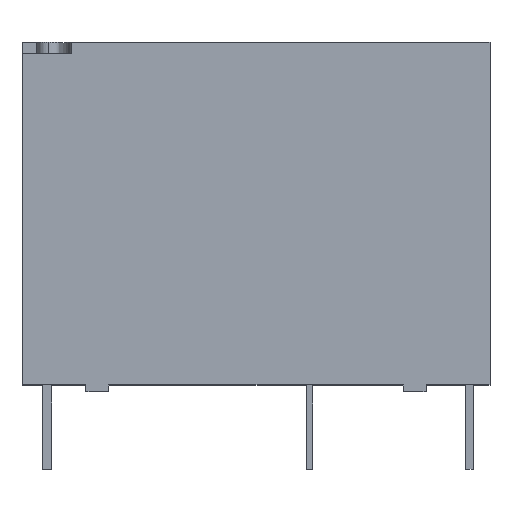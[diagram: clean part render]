
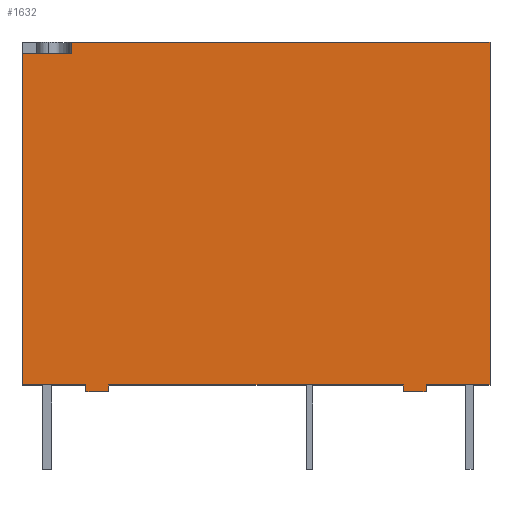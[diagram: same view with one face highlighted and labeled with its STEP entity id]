
A CAD part, top view. The second image highlights one B-rep face of the part: STEP entity #1632.
In plain terms, the highlighted planar face has unit normal (0, 0, 1).
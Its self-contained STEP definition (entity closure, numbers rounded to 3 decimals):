
#41 = CARTESIAN_POINT ( 'NONE',  ( 1.7, 0.3, 1.25 ) ) ;
#110 = VERTEX_POINT ( 'NONE', #1309 ) ;
#189 = LINE ( 'NONE', #190, #191 ) ;
#190 = CARTESIAN_POINT ( 'NONE',  ( 1.7, -1.129, 1.25 ) ) ;
#191 = VECTOR ( 'NONE', #192, 1000. ) ;
#192 = DIRECTION ( 'NONE',  ( 0., 1., 0. ) ) ;
#201 = CARTESIAN_POINT ( 'NONE',  ( 19.4, 0.3, 1.25 ) ) ;
#218 = LINE ( 'NONE', #219, #220 ) ;
#219 = CARTESIAN_POINT ( 'NONE',  ( 1.05, 14.8, 1.25 ) ) ;
#220 = VECTOR ( 'NONE', #221, 1000. ) ;
#221 = DIRECTION ( 'NONE',  ( 0., 1., 0. ) ) ;
#253 = CARTESIAN_POINT ( 'NONE',  ( 15.6, 0., 1.25 ) ) ;
#254 = CARTESIAN_POINT ( 'NONE',  ( 2.7, 0., 1.25 ) ) ;
#284 = CARTESIAN_POINT ( 'NONE',  ( 19.4, 15.3, 1.25 ) ) ;
#371 = LINE ( 'NONE', #372, #373 ) ;
#372 = CARTESIAN_POINT ( 'NONE',  ( -1.1, 15.3, 1.25 ) ) ;
#373 = VECTOR ( 'NONE', #374, 1000. ) ;
#374 = DIRECTION ( 'NONE',  ( 1., 0., 0. ) ) ;
#403 = EDGE_CURVE ( 'NONE', #1622, #1681, #1453, .T. ) ;
#414 = LINE ( 'NONE', #415, #416 ) ;
#415 = CARTESIAN_POINT ( 'NONE',  ( -1.1, 14.8, 1.25 ) ) ;
#416 = VECTOR ( 'NONE', #417, 1000. ) ;
#417 = DIRECTION ( 'NONE',  ( 1., 0., 0. ) ) ;
#449 = LINE ( 'NONE', #450, #451 ) ;
#450 = CARTESIAN_POINT ( 'NONE',  ( -1.1, 0.3, 1.25 ) ) ;
#451 = VECTOR ( 'NONE', #452, 1000. ) ;
#452 = DIRECTION ( 'NONE',  ( 1., 0., 0. ) ) ;
#464 = CARTESIAN_POINT ( 'NONE',  ( 2.7, 0.3, 1.25 ) ) ;
#532 = LINE ( 'NONE', #533, #534 ) ;
#533 = CARTESIAN_POINT ( 'NONE',  ( 16.6, -1.129, 1.25 ) ) ;
#534 = VECTOR ( 'NONE', #535, 1000. ) ;
#535 = DIRECTION ( 'NONE',  ( 0., 1., 0. ) ) ;
#594 = LINE ( 'NONE', #595, #596 ) ;
#595 = CARTESIAN_POINT ( 'NONE',  ( -1.1, 0.3, 1.25 ) ) ;
#596 = VECTOR ( 'NONE', #597, 1000. ) ;
#597 = DIRECTION ( 'NONE',  ( 1., 0., 0. ) ) ;
#652 = CARTESIAN_POINT ( 'NONE',  ( 16.6, 0., 1.25 ) ) ;
#833 = ORIENTED_EDGE ( 'NONE', *, *, #1067, .T. ) ;
#840 = ORIENTED_EDGE ( 'NONE', *, *, #1647, .F. ) ;
#871 = ORIENTED_EDGE ( 'NONE', *, *, #1218, .T. ) ;
#923 = EDGE_CURVE ( 'NONE', #956, #1043, #532, .T. ) ;
#939 = EDGE_CURVE ( 'NONE', #1016, #1104, #594, .T. ) ;
#956 = VERTEX_POINT ( 'NONE', #652 ) ;
#957 = ORIENTED_EDGE ( 'NONE', *, *, #923, .T. ) ;
#967 = ORIENTED_EDGE ( 'NONE', *, *, #1631, .T. ) ;
#988 = ORIENTED_EDGE ( 'NONE', *, *, #990, .F. ) ;
#990 = EDGE_CURVE ( 'NONE', #1622, #1104, #189, .T. ) ;
#992 = ORIENTED_EDGE ( 'NONE', *, *, #1675, .F. ) ;
#998 = VERTEX_POINT ( 'NONE', #1271 ) ;
#1011 = EDGE_CURVE ( 'NONE', #1157, #998, #1318, .T. ) ;
#1016 = VERTEX_POINT ( 'NONE', #1344 ) ;
#1026 = EDGE_CURVE ( 'NONE', #1157, #956, #1367, .T. ) ;
#1043 = VERTEX_POINT ( 'NONE', #1434 ) ;
#1056 = ORIENTED_EDGE ( 'NONE', *, *, #1081, .T. ) ;
#1067 = EDGE_CURVE ( 'NONE', #1625, #1016, #1527, .T. ) ;
#1073 = ORIENTED_EDGE ( 'NONE', *, *, #939, .T. ) ;
#1076 = VERTEX_POINT ( 'NONE', #1581 ) ;
#1081 = EDGE_CURVE ( 'NONE', #1681, #1221, #1590, .T. ) ;
#1104 = VERTEX_POINT ( 'NONE', #41 ) ;
#1132 = ORIENTED_EDGE ( 'NONE', *, *, #1011, .F. ) ;
#1142 = VERTEX_POINT ( 'NONE', #201 ) ;
#1157 = VERTEX_POINT ( 'NONE', #253 ) ;
#1162 = EDGE_LOOP ( 'NONE', ( #1188, #992, #1195, #833, #1073, #988, #1216, #1056, #871, #1132, #1437, #957, #967, #840 ) ) ;
#1166 = VERTEX_POINT ( 'NONE', #284 ) ;
#1188 = ORIENTED_EDGE ( 'NONE', *, *, #1194, .F. ) ;
#1194 = EDGE_CURVE ( 'NONE', #1076, #1166, #371, .T. ) ;
#1195 = ORIENTED_EDGE ( 'NONE', *, *, #1204, .F. ) ;
#1204 = EDGE_CURVE ( 'NONE', #1625, #110, #414, .T. ) ;
#1216 = ORIENTED_EDGE ( 'NONE', *, *, #403, .T. ) ;
#1218 = EDGE_CURVE ( 'NONE', #1221, #998, #449, .T. ) ;
#1221 = VERTEX_POINT ( 'NONE', #464 ) ;
#1271 = CARTESIAN_POINT ( 'NONE',  ( 15.6, 0.3, 1.25 ) ) ;
#1309 = CARTESIAN_POINT ( 'NONE',  ( 1.05, 14.8, 1.25 ) ) ;
#1318 = LINE ( 'NONE', #1319, #1320 ) ;
#1319 = CARTESIAN_POINT ( 'NONE',  ( 15.6, -1.129, 1.25 ) ) ;
#1320 = VECTOR ( 'NONE', #1321, 1000. ) ;
#1321 = DIRECTION ( 'NONE',  ( 0., 1., 0. ) ) ;
#1343 = CARTESIAN_POINT ( 'NONE',  ( 1.7, 0., 1.25 ) ) ;
#1344 = CARTESIAN_POINT ( 'NONE',  ( -1.1, 0.3, 1.25 ) ) ;
#1367 = LINE ( 'NONE', #1368, #1369 ) ;
#1368 = CARTESIAN_POINT ( 'NONE',  ( 16.6, 0., 1.25 ) ) ;
#1369 = VECTOR ( 'NONE', #1370, 1000. ) ;
#1370 = DIRECTION ( 'NONE',  ( 1., 0., 0. ) ) ;
#1371 = CARTESIAN_POINT ( 'NONE',  ( -1.1, 14.8, 1.25 ) ) ;
#1416 = LINE ( 'NONE', #1421, #1422 ) ;
#1421 = CARTESIAN_POINT ( 'NONE',  ( -1.1, 0.3, 1.25 ) ) ;
#1422 = VECTOR ( 'NONE', #1423, 1000. ) ;
#1423 = DIRECTION ( 'NONE',  ( 1., 0., 0. ) ) ;
#1424 = FACE_OUTER_BOUND ( 'NONE', #1162, .T. ) ;
#1425 = PLANE ( 'NONE',  #1426 ) ;
#1426 = AXIS2_PLACEMENT_3D ( 'NONE', #1427, #1428, #1429 ) ;
#1427 = CARTESIAN_POINT ( 'NONE',  ( -1.1, 15.3, 1.25 ) ) ;
#1428 = DIRECTION ( 'NONE',  ( 0., 0., -1. ) ) ;
#1429 = DIRECTION ( 'NONE',  ( -1., 0., 0. ) ) ;
#1434 = CARTESIAN_POINT ( 'NONE',  ( 16.6, 0.3, 1.25 ) ) ;
#1437 = ORIENTED_EDGE ( 'NONE', *, *, #1026, .T. ) ;
#1453 = LINE ( 'NONE', #1454, #1455 ) ;
#1454 = CARTESIAN_POINT ( 'NONE',  ( 1.7, 0., 1.25 ) ) ;
#1455 = VECTOR ( 'NONE', #1459, 1000. ) ;
#1459 = DIRECTION ( 'NONE',  ( 1., 0., 0. ) ) ;
#1527 = LINE ( 'NONE', #1528, #1529 ) ;
#1528 = CARTESIAN_POINT ( 'NONE',  ( -1.1, 15.3, 1.25 ) ) ;
#1529 = VECTOR ( 'NONE', #1534, 1000. ) ;
#1534 = DIRECTION ( 'NONE',  ( 0., -1., 0. ) ) ;
#1566 = LINE ( 'NONE', #1567, #1568 ) ;
#1567 = CARTESIAN_POINT ( 'NONE',  ( 19.4, 15.3, 1.25 ) ) ;
#1568 = VECTOR ( 'NONE', #1575, 1000. ) ;
#1575 = DIRECTION ( 'NONE',  ( 0., -1., 0. ) ) ;
#1581 = CARTESIAN_POINT ( 'NONE',  ( 1.05, 15.3, 1.25 ) ) ;
#1590 = LINE ( 'NONE', #1595, #1596 ) ;
#1595 = CARTESIAN_POINT ( 'NONE',  ( 2.7, -1.129, 1.25 ) ) ;
#1596 = VECTOR ( 'NONE', #1597, 1000. ) ;
#1597 = DIRECTION ( 'NONE',  ( 0., 1., 0. ) ) ;
#1622 = VERTEX_POINT ( 'NONE', #1343 ) ;
#1625 = VERTEX_POINT ( 'NONE', #1371 ) ;
#1631 = EDGE_CURVE ( 'NONE', #1043, #1142, #1416, .T. ) ;
#1632 = ADVANCED_FACE ( 'NONE', ( #1424 ), #1425, .F. ) ;
#1647 = EDGE_CURVE ( 'NONE', #1166, #1142, #1566, .T. ) ;
#1675 = EDGE_CURVE ( 'NONE', #110, #1076, #218, .T. ) ;
#1681 = VERTEX_POINT ( 'NONE', #254 ) ;
